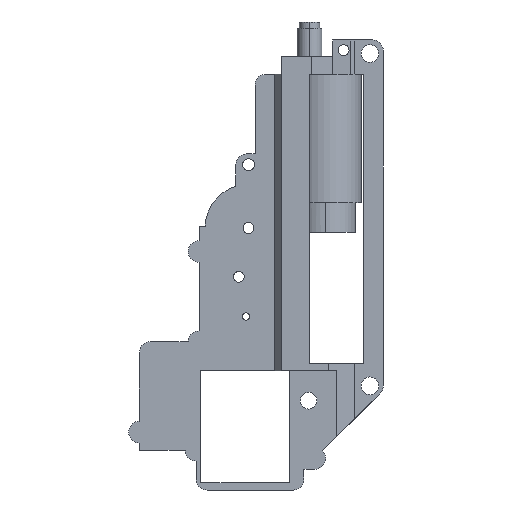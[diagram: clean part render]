
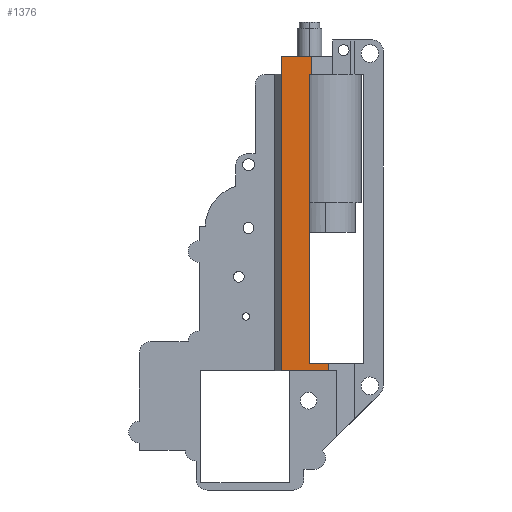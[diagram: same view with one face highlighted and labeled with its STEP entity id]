
A CAD part, left-side view. The second image highlights one B-rep face of the part: STEP entity #1376.
In plain terms, the highlighted planar face has unit normal (-1, 0, 0).
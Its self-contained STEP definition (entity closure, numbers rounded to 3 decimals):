
#1=DIRECTION('',(0.,0.,1.));
#2=VECTOR('',#1,2.);
#3=CARTESIAN_POINT('',(-11.5,15.22,33.));
#4=LINE('',#3,#2);
#5=DIRECTION('',(0.,0.,-1.));
#6=VECTOR('',#5,82.);
#7=CARTESIAN_POINT('',(-11.5,28.3,115.));
#8=LINE('',#7,#6);
#9=DIRECTION('',(0.,0.,-1.));
#10=VECTOR('',#9,5.);
#11=CARTESIAN_POINT('',(-11.5,28.3,120.));
#12=LINE('',#11,#10);
#13=DIRECTION('',(0.,-1.,0.));
#14=VECTOR('',#13,8.3);
#15=CARTESIAN_POINT('',(-11.5,28.3,120.));
#16=LINE('',#15,#14);
#17=DIRECTION('',(0.,0.,-1.));
#18=VECTOR('',#17,5.);
#19=CARTESIAN_POINT('',(-11.5,20.,120.));
#20=LINE('',#19,#18);
#21=DIRECTION('',(0.,-1.,0.));
#22=VECTOR('',#21,0.5);
#23=CARTESIAN_POINT('',(-11.5,20.5,115.));
#24=LINE('',#23,#22);
#25=DIRECTION('',(0.,0.,1.));
#26=VECTOR('',#25,80.);
#27=CARTESIAN_POINT('',(-11.5,20.5,35.));
#28=LINE('',#27,#26);
#53=DIRECTION('',(0.,1.,0.));
#54=VECTOR('',#53,5.28);
#55=CARTESIAN_POINT('',(-11.5,15.22,35.));
#56=LINE('',#55,#54);
#825=DIRECTION('',(0.,-1.,0.));
#826=VECTOR('',#825,13.08);
#827=CARTESIAN_POINT('',(-11.5,28.3,33.));
#828=LINE('',#827,#826);
#1035=CARTESIAN_POINT('',(-11.5,20.5,35.));
#1036=CARTESIAN_POINT('',(-11.5,20.5,115.));
#1037=VERTEX_POINT('',#1035);
#1038=VERTEX_POINT('',#1036);
#1097=CARTESIAN_POINT('',(-11.5,20.,120.));
#1098=CARTESIAN_POINT('',(-11.5,20.,115.));
#1099=VERTEX_POINT('',#1097);
#1100=VERTEX_POINT('',#1098);
#1105=CARTESIAN_POINT('',(-11.5,28.3,120.));
#1106=VERTEX_POINT('',#1105);
#1127=CARTESIAN_POINT('',(-11.5,28.3,115.));
#1128=CARTESIAN_POINT('',(-11.5,28.3,33.));
#1129=VERTEX_POINT('',#1127);
#1130=VERTEX_POINT('',#1128);
#1135=CARTESIAN_POINT('',(-11.5,15.22,33.));
#1136=CARTESIAN_POINT('',(-11.5,15.22,35.));
#1137=VERTEX_POINT('',#1135);
#1138=VERTEX_POINT('',#1136);
#1351=CARTESIAN_POINT('',(-11.5,0.,0.));
#1352=DIRECTION('',(1.,0.,0.));
#1353=DIRECTION('',(0.,0.,-1.));
#1354=AXIS2_PLACEMENT_3D('',#1351,#1352,#1353);
#1355=PLANE('',#1354);
#1357=ORIENTED_EDGE('',*,*,#1356,.F.);
#1359=ORIENTED_EDGE('',*,*,#1358,.F.);
#1361=ORIENTED_EDGE('',*,*,#1360,.F.);
#1363=ORIENTED_EDGE('',*,*,#1362,.F.);
#1365=ORIENTED_EDGE('',*,*,#1364,.T.);
#1367=ORIENTED_EDGE('',*,*,#1366,.T.);
#1369=ORIENTED_EDGE('',*,*,#1368,.F.);
#1371=ORIENTED_EDGE('',*,*,#1370,.F.);
#1373=ORIENTED_EDGE('',*,*,#1372,.F.);
#1374=EDGE_LOOP('',(#1357,#1359,#1361,#1363,#1365,#1367,#1369,#1371,#1373));
#1375=FACE_OUTER_BOUND('',#1374,.F.);
#1376=ADVANCED_FACE('',(#1375),#1355,.F.);
#1356=EDGE_CURVE('',#1137,#1138,#4,.T.);
#1358=EDGE_CURVE('',#1130,#1137,#828,.T.);
#1360=EDGE_CURVE('',#1129,#1130,#8,.T.);
#1362=EDGE_CURVE('',#1106,#1129,#12,.T.);
#1364=EDGE_CURVE('',#1106,#1099,#16,.T.);
#1366=EDGE_CURVE('',#1099,#1100,#20,.T.);
#1368=EDGE_CURVE('',#1038,#1100,#24,.T.);
#1370=EDGE_CURVE('',#1037,#1038,#28,.T.);
#1372=EDGE_CURVE('',#1138,#1037,#56,.T.);
